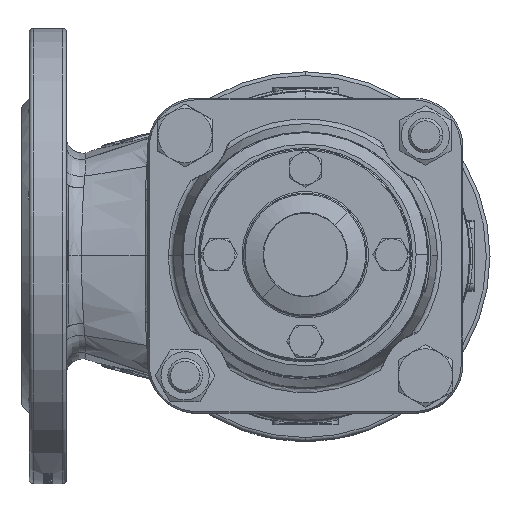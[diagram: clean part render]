
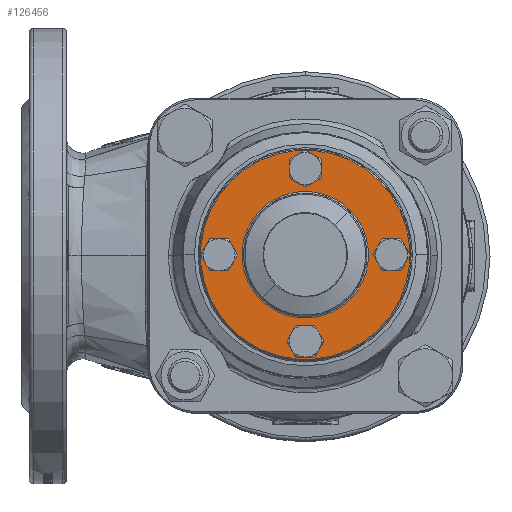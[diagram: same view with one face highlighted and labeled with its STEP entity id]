
A CAD part, top view. The second image highlights one B-rep face of the part: STEP entity #126456.
In plain terms, the highlighted planar face has unit normal (0, 0, 1).
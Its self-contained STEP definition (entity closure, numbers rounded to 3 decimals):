
#125203=CARTESIAN_POINT('',(-31.818,3.182,271.5));
#125204=VERTEX_POINT('',#125203);
#125211=CARTESIAN_POINT('',(-38.182,-3.182,271.5));
#125212=VERTEX_POINT('',#125211);
#125213=CARTESIAN_POINT('',(-35.,0.,271.5));
#125214=DIRECTION('',(0.,0.,1.));
#125215=DIRECTION('',(-0.707,-0.707,0.));
#125216=AXIS2_PLACEMENT_3D('',#125213,#125214,#125215);
#125217=CIRCLE('',#125216,4.5);
#125218=EDGE_CURVE('NONE',#125204,#125212,#125217,.T.);
#125245=CARTESIAN_POINT('',(3.182,-31.818,271.5));
#125246=VERTEX_POINT('',#125245);
#125253=CARTESIAN_POINT('',(-3.182,-38.182,271.5));
#125254=VERTEX_POINT('',#125253);
#125255=CARTESIAN_POINT('',(0.,-35.,271.5));
#125256=DIRECTION('',(0.,0.,1.));
#125257=DIRECTION('',(-0.707,-0.707,0.));
#125258=AXIS2_PLACEMENT_3D('',#125255,#125256,#125257);
#125259=CIRCLE('',#125258,4.5);
#125260=EDGE_CURVE('NONE',#125246,#125254,#125259,.T.);
#125287=CARTESIAN_POINT('',(38.182,3.182,271.5));
#125288=VERTEX_POINT('',#125287);
#125295=CARTESIAN_POINT('',(31.818,-3.182,271.5));
#125296=VERTEX_POINT('',#125295);
#125297=CARTESIAN_POINT('',(35.,0.,271.5));
#125298=DIRECTION('',(0.,0.,1.));
#125299=DIRECTION('',(-0.707,-0.707,0.));
#125300=AXIS2_PLACEMENT_3D('',#125297,#125298,#125299);
#125301=CIRCLE('',#125300,4.5);
#125302=EDGE_CURVE('NONE',#125288,#125296,#125301,.T.);
#125329=CARTESIAN_POINT('',(3.182,38.182,271.5));
#125330=VERTEX_POINT('',#125329);
#125337=CARTESIAN_POINT('',(-3.182,31.818,271.5));
#125338=VERTEX_POINT('',#125337);
#125339=CARTESIAN_POINT('',(0.,35.,271.5));
#125340=DIRECTION('',(0.,0.,1.));
#125341=DIRECTION('',(-0.707,-0.707,0.));
#125342=AXIS2_PLACEMENT_3D('',#125339,#125340,#125341);
#125343=CIRCLE('',#125342,4.5);
#125344=EDGE_CURVE('NONE',#125330,#125338,#125343,.T.);
#125444=CARTESIAN_POINT('',(-30.052,-30.052,271.5));
#125445=VERTEX_POINT('',#125444);
#125446=CARTESIAN_POINT('',(30.052,30.052,271.5));
#125447=VERTEX_POINT('',#125446);
#125448=CARTESIAN_POINT('',(0.,0.,271.5));
#125449=DIRECTION('',(-0.,-0.,1.));
#125450=DIRECTION('',(0.707,0.707,0.));
#125451=AXIS2_PLACEMENT_3D('',#125448,#125449,#125450);
#125452=CIRCLE('',#125451,42.5);
#125453=EDGE_CURVE('NONE',#125445,#125447,#125452,.T.);
#125486=CARTESIAN_POINT('',(-18.173,-18.173,271.5));
#125487=VERTEX_POINT('',#125486);
#125488=CARTESIAN_POINT('',(18.173,18.173,271.5));
#125489=VERTEX_POINT('',#125488);
#125490=CARTESIAN_POINT('',(0.,0.,271.5));
#125491=DIRECTION('',(0.,0.,-1.));
#125492=DIRECTION('',(0.707,0.707,0.));
#125493=AXIS2_PLACEMENT_3D('',#125490,#125491,#125492);
#125494=CIRCLE('',#125493,25.7);
#125495=EDGE_CURVE('NONE',#125487,#125489,#125494,.T.);
#126391=CARTESIAN_POINT('',(-30.406,30.406,271.5));
#126392=DIRECTION('',(0.,0.,-1.));
#126393=DIRECTION('',(0.707,0.707,0.));
#126394=AXIS2_PLACEMENT_3D('',#126391,#126392,#126393);
#126395=PLANE('',#126394);
#126396=CARTESIAN_POINT('',(-35.,0.,271.5));
#126397=DIRECTION('',(0.,0.,1.));
#126398=DIRECTION('',(-0.707,-0.707,0.));
#126399=AXIS2_PLACEMENT_3D('',#126396,#126397,#126398);
#126400=CIRCLE('',#126399,4.5);
#126401=EDGE_CURVE('NONE',#125212,#125204,#126400,.T.);
#126402=ORIENTED_EDGE('',*,*,#126401,.F.);
#126403=ORIENTED_EDGE('',*,*,#125218,.F.);
#126404=EDGE_LOOP('',(#126402,#126403));
#126405=FACE_BOUND('',#126404,.T.);
#126406=CARTESIAN_POINT('',(0.,-35.,271.5));
#126407=DIRECTION('',(0.,0.,1.));
#126408=DIRECTION('',(-0.707,-0.707,0.));
#126409=AXIS2_PLACEMENT_3D('',#126406,#126407,#126408);
#126410=CIRCLE('',#126409,4.5);
#126411=EDGE_CURVE('NONE',#125254,#125246,#126410,.T.);
#126412=ORIENTED_EDGE('',*,*,#126411,.F.);
#126413=ORIENTED_EDGE('',*,*,#125260,.F.);
#126414=EDGE_LOOP('',(#126412,#126413));
#126415=FACE_BOUND('',#126414,.T.);
#126416=CARTESIAN_POINT('',(35.,0.,271.5));
#126417=DIRECTION('',(0.,0.,1.));
#126418=DIRECTION('',(-0.707,-0.707,0.));
#126419=AXIS2_PLACEMENT_3D('',#126416,#126417,#126418);
#126420=CIRCLE('',#126419,4.5);
#126421=EDGE_CURVE('NONE',#125296,#125288,#126420,.T.);
#126422=ORIENTED_EDGE('',*,*,#126421,.F.);
#126423=ORIENTED_EDGE('',*,*,#125302,.F.);
#126424=EDGE_LOOP('',(#126422,#126423));
#126425=FACE_BOUND('',#126424,.T.);
#126426=CARTESIAN_POINT('',(0.,35.,271.5));
#126427=DIRECTION('',(0.,0.,1.));
#126428=DIRECTION('',(-0.707,-0.707,0.));
#126429=AXIS2_PLACEMENT_3D('',#126426,#126427,#126428);
#126430=CIRCLE('',#126429,4.5);
#126431=EDGE_CURVE('NONE',#125338,#125330,#126430,.T.);
#126432=ORIENTED_EDGE('',*,*,#126431,.F.);
#126433=ORIENTED_EDGE('',*,*,#125344,.F.);
#126434=EDGE_LOOP('',(#126432,#126433));
#126435=FACE_BOUND('',#126434,.T.);
#126436=CARTESIAN_POINT('',(0.,0.,271.5));
#126437=DIRECTION('',(-0.,-0.,1.));
#126438=DIRECTION('',(0.707,0.707,0.));
#126439=AXIS2_PLACEMENT_3D('',#126436,#126437,#126438);
#126440=CIRCLE('',#126439,42.5);
#126441=EDGE_CURVE('NONE',#125447,#125445,#126440,.T.);
#126442=ORIENTED_EDGE('',*,*,#126441,.T.);
#126443=ORIENTED_EDGE('',*,*,#125453,.T.);
#126444=EDGE_LOOP('',(#126442,#126443));
#126445=FACE_BOUND('',#126444,.T.);
#126446=CARTESIAN_POINT('',(0.,0.,271.5));
#126447=DIRECTION('',(0.,0.,-1.));
#126448=DIRECTION('',(0.707,0.707,0.));
#126449=AXIS2_PLACEMENT_3D('',#126446,#126447,#126448);
#126450=CIRCLE('',#126449,25.7);
#126451=EDGE_CURVE('NONE',#125489,#125487,#126450,.T.);
#126452=ORIENTED_EDGE('',*,*,#126451,.T.);
#126453=ORIENTED_EDGE('',*,*,#125495,.T.);
#126454=EDGE_LOOP('',(#126452,#126453));
#126455=FACE_BOUND('',#126454,.T.);
#126456=ADVANCED_FACE('NONE',(#126405,#126415,#126425,#126435,#126445,#126455),#126395,.F.);
